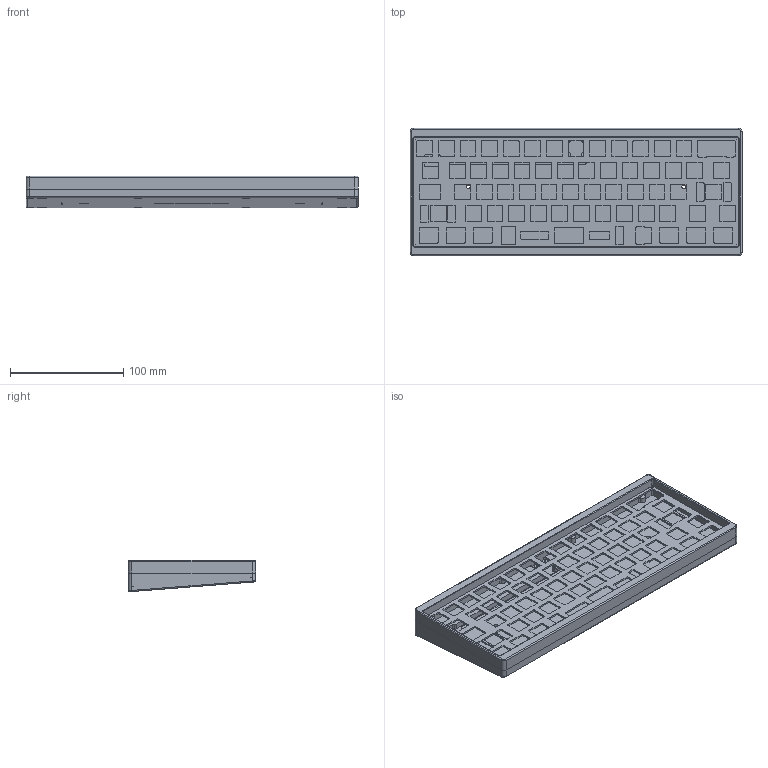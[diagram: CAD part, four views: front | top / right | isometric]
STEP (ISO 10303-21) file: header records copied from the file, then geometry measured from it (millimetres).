
FILE_DESCRIPTION(/* description */ (''),/* implementation_level */ '2;1');
FILE_NAME(/* name */ 'beam v2.step',/* time_stamp */ '2022-12-31T17:33:22-05:00',/* author */ (''),/* organization */ (''),/* preprocessor_version */ 'ST-DEVELOPER v19.2',/* originating_system */ 'Autodesk Translation Framework v11.17.0.187',/* authorisation */ '');
FILE_SCHEMA (('AUTOMOTIVE_DESIGN { 1 0 10303 214 3 1 1 }'));
Length unit declared in the file: millimetre
Products named in the file (1): beam
Bounding box: 292.7 x 112.2 x 27.75 mm (x, y, z)
Volume: 283444.1 mm3; surface area: 170077.2 mm2
Topology: 4 solids, 4 shells, 1064 faces, 3033 edges, 1998 vertices
Faces by surface type: plane 517, cylinder 465, bspline 48, cone 30, torus 4
Full cylindrical faces by diameter (mm): 1.623 x4, 2.529 x8, 3.2 x8, 3.332 x2, 3.8 x4, 4 x4, 4.3 x2, 6 x8, 8.5 x4
Entity records: 35619 total; most frequent: CARTESIAN_POINT 6982, ORIENTED_EDGE 6034, DIRECTION 5917, EDGE_CURVE 3017, VERTEX_POINT 1996, AXIS2_PLACEMENT_3D 1979, LINE 1959, VECTOR 1959
